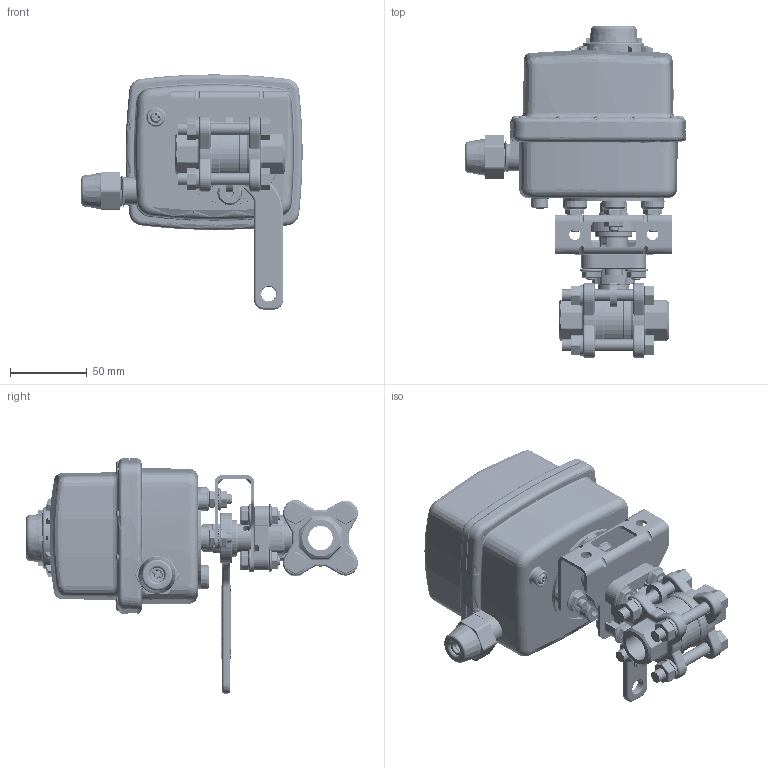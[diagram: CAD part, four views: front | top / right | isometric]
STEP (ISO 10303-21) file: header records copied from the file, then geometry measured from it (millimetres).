
FILE_DESCRIPTION (( 'STEP AP203' ), '1' );
FILE_NAME ('61DG3-10D20-P01.STEP', '2020-09-08T15:56:59', ( '' ), ( '' ), 'SwSTEP 2.0', 'SolidWorks 2019', '' );
FILE_SCHEMA (( 'CONFIG_CONTROL_DESIGN' ));
Length unit declared in the file: inch
Products named in the file (31): eh3-114; 498-3012; 402-0006; 101-0002; 398-0331; 61DG3; 200-0052_NUT; ehpt-1103; 405-0024; eh3-1001-n; eh3-135; eh3-1003-n; 100338; 105-0045; 100401; 200-0052_END_CAP; 61DG3-10D20-P01; 200-0052_LOCK_WASHER; 200-0052_BOLT; eh-157; eh3-115y_EH3-115Y; qx-222; 450-0002; 10d20-p01; eh-502; EH-271; 200-0052_STEM; 212-0006; 200-0052; 200-0052_BODY; 208-0043
Assembly tree (64 placements, depth 4):
  61DG3-10D20-P01
    61DG3
      200-0052
        200-0052_BODY
        200-0052_END_CAP  x2
        200-0052_BOLT  x4
        200-0052_LOCK_WASHER  x4
        200-0052_NUT  x4
        200-0052_STEM
      105-0045
      100338  x4
      208-0043
      212-0006
      101-0002  x4
    10d20-p01
      498-3012
        eh3-1003-n
        eh3-1001-n
        eh3-114
        eh-157
        ehpt-1103  x14
        eh-502
      100401
        450-0002
      eh3-115y_EH3-115Y
      398-0331
        405-0024
        402-0006
        EH-271
      eh3-135  x3
    qx-222  x3
    eh-502
Bounding box: 144.43 x 216.85 x 153.67 mm (x, y, z)
Volume: 347771.4 mm3; surface area: 228362.2 mm2
Topology: 51 solids, 65 shells, 7013 faces, 17993 edges, 11001 vertices
Faces by surface type: plane 2353, cylinder 2211, bspline 885, torus 848, cone 503, sphere 213
Entity records: 125199 total; most frequent: CARTESIAN_POINT 40159, DIRECTION 17186, ORIENTED_EDGE 17132, EDGE_CURVE 8575, AXIS2_PLACEMENT_3D 6926, VERTEX_POINT 5324, CIRCLE 3654, EDGE_LOOP 3650
